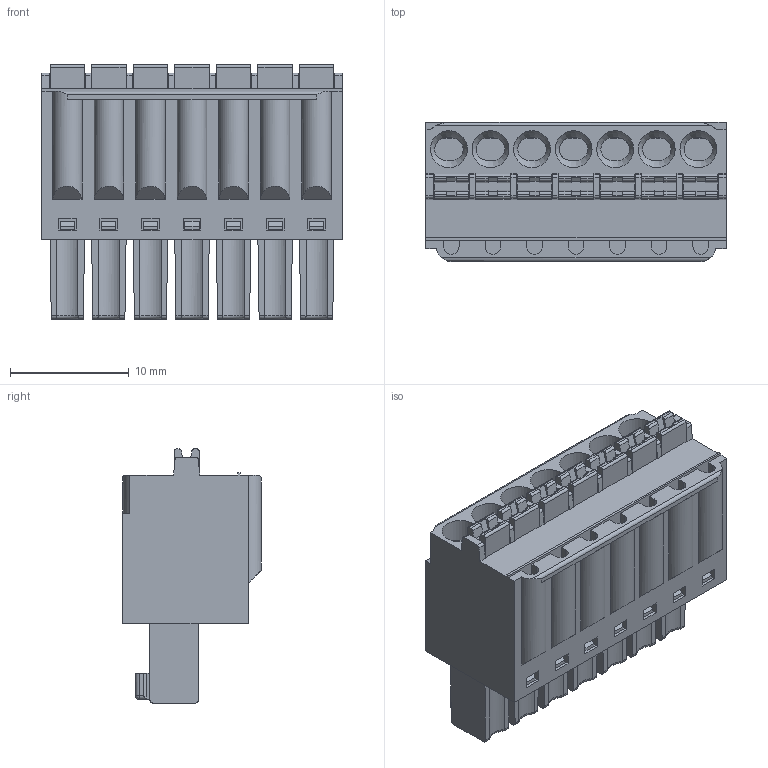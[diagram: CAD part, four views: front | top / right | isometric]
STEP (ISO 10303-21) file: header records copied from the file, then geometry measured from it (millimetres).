
FILE_DESCRIPTION(('STEP AP214'),'1');
FILE_NAME('SHM07-3,5-F.stp','2019-07-29T08:28:00',(' '),(' '),'Spatial InterOp 3D',' ',' ');
FILE_SCHEMA(('automotive_design'));
Length unit declared in the file: metre
Products named in the file (1): 1
Bounding box: 25.3 x 11.7 x 21.4 mm (x, y, z)
Volume: 3640.7 mm3; surface area: 3376.3 mm2
Topology: 1 solids, 1 shells, 712 faces, 1925 edges, 1270 vertices
Faces by surface type: plane 498, cylinder 165, cone 21, sphere 14, extrusion 7, torus 7
Full cylindrical faces by diameter (mm): 1.2 x7, 3.1 x7
Entity records: 28062 total; most frequent: CARTESIAN_POINT 4688, ORIENTED_EDGE 3696, DIRECTION 3510, EDGE_CURVE 1848, VECTOR 1404, LINE 1397, VERTEX_POINT 1242, AXIS2_PLACEMENT_3D 1053
